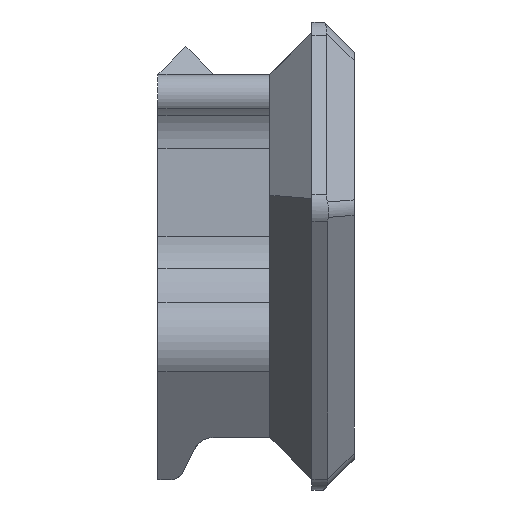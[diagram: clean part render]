
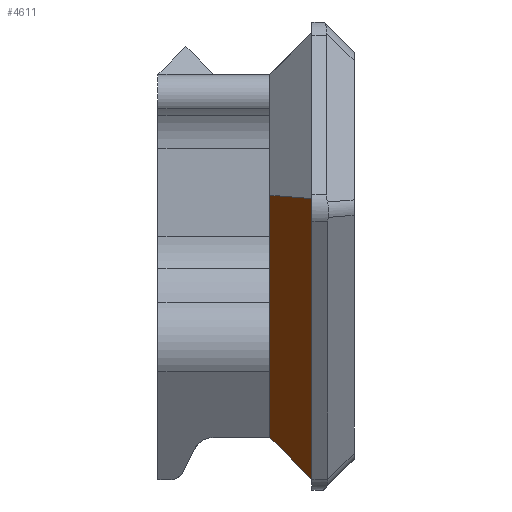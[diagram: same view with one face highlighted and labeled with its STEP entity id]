
A CAD part, left-side view. The second image highlights one B-rep face of the part: STEP entity #4611.
In plain terms, the highlighted planar face has unit normal (-0.577, 0.707, -0.408).
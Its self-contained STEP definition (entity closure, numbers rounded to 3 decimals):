
#326=FACE_OUTER_BOUND('',#591,.T.);
#591=EDGE_LOOP('',(#3558,#3559,#3560,#3561));
#822=LINE('',#6233,#1259);
#920=LINE('',#6808,#1357);
#965=LINE('',#6937,#1402);
#978=LINE('',#6973,#1415);
#1259=VECTOR('',#5160,10.);
#1357=VECTOR('',#5402,10.);
#1402=VECTOR('',#5523,10.);
#1415=VECTOR('',#5558,10.);
#1911=VERTEX_POINT('',#6230);
#1912=VERTEX_POINT('',#6232);
#2083=VERTEX_POINT('',#6805);
#2084=VERTEX_POINT('',#6807);
#2385=EDGE_CURVE('',#1912,#1911,#822,.T.);
#2589=EDGE_CURVE('',#2084,#2083,#920,.T.);
#2656=EDGE_CURVE('',#1912,#2083,#965,.F.);
#2673=EDGE_CURVE('',#1911,#2084,#978,.T.);
#3558=ORIENTED_EDGE('',*,*,#2589,.T.);
#3559=ORIENTED_EDGE('',*,*,#2656,.F.);
#3560=ORIENTED_EDGE('',*,*,#2385,.T.);
#3561=ORIENTED_EDGE('',*,*,#2673,.T.);
#4463=PLANE('',#4958);
#4611=ADVANCED_FACE('',(#326),#4463,.T.);
#4958=AXIS2_PLACEMENT_3D('',#6972,#5556,#5557);
#5160=DIRECTION('',(-0.577,0.,0.816));
#5402=DIRECTION('',(0.577,0.,-0.816));
#5523=DIRECTION('',(-0.344,-0.664,-0.664));
#5556=DIRECTION('center_axis',(-0.577,0.707,-0.408));
#5557=DIRECTION('ref_axis',(-0.577,0.,0.816));
#5558=DIRECTION('',(0.759,0.65,0.052));
#6230=CARTESIAN_POINT('',(-71.071,-142.145,17.501));
#6232=CARTESIAN_POINT('',(-65.395,-142.145,9.474));
#6233=CARTESIAN_POINT('',(-67.575,-142.145,12.558));
#6805=CARTESIAN_POINT('',(-64.773,-140.945,10.674));
#6807=CARTESIAN_POINT('',(-69.669,-140.945,17.598));
#6808=CARTESIAN_POINT('',(-74.502,-140.945,24.431));
#6937=CARTESIAN_POINT('',(-64.724,-140.85,10.769));
#6972=CARTESIAN_POINT('Origin',(-70.679,-141.827,17.499));
#6973=CARTESIAN_POINT('',(-69.882,-141.128,17.583));
